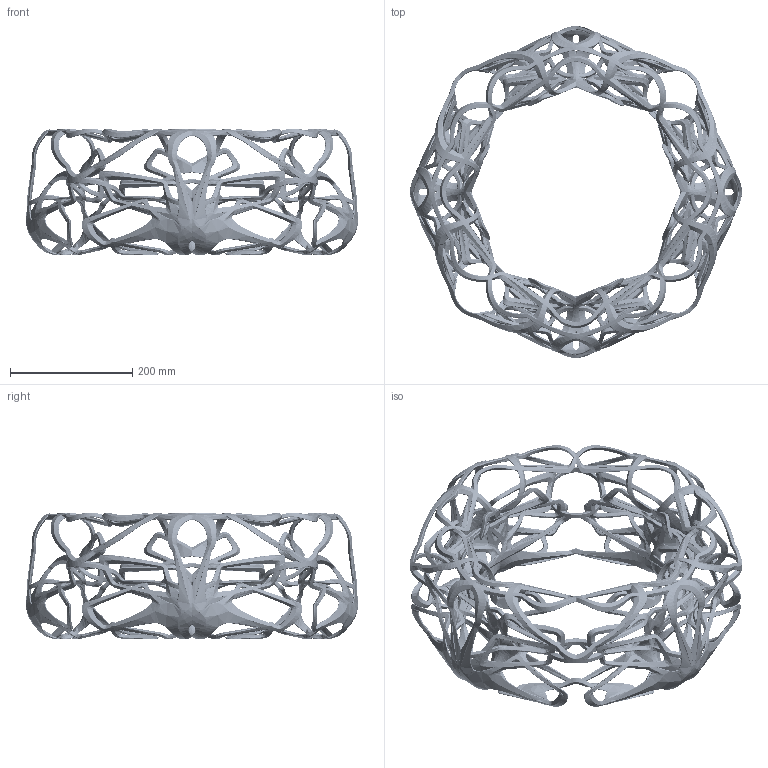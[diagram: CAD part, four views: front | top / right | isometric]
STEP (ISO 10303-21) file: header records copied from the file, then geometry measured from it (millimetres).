
FILE_DESCRIPTION(('FreeCAD Model'),'2;1');
FILE_NAME('Open CASCADE Shape Model','2025-05-04T06:02:33',('FreeCAD'),( 'FreeCAD'),'Open CASCADE STEP processor 7.6','FreeCAD','Unknown');
FILE_SCHEMA(('AUTOMOTIVE_DESIGN { 1 0 10303 214 1 1 1 1 }'));
Products named in the file (1): Open CASCADE STEP translator 7.6 1
Bounding box: 542.39 x 542.39 x 206.47 mm (x, y, z)
Volume: 1527629.9 mm3; surface area: 750968.2 mm2
Topology: 1 solids, 1 shells, 8304 faces, 20456 edges, 10828 vertices
Faces by surface type: bspline 8304
Entity records: 444736 total; most frequent: CARTESIAN_POINT 330959, ORIENTED_EDGE 38720, EDGE_CURVE 19360, B_SPLINE_CURVE_WITH_KNOTS 12520, VERTEX_POINT 10828, FACE_BOUND 8404, EDGE_LOOP 8404, ADVANCED_FACE 8304
